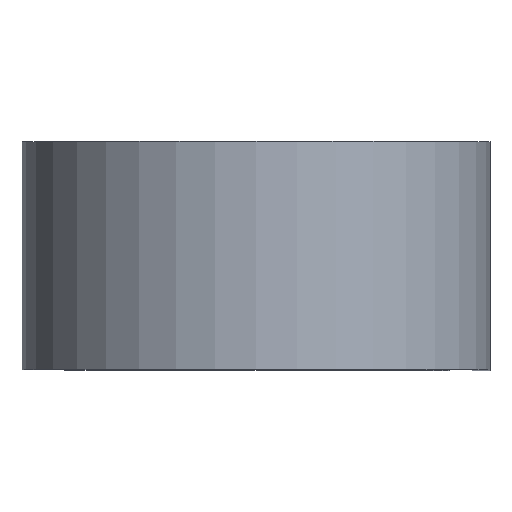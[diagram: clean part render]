
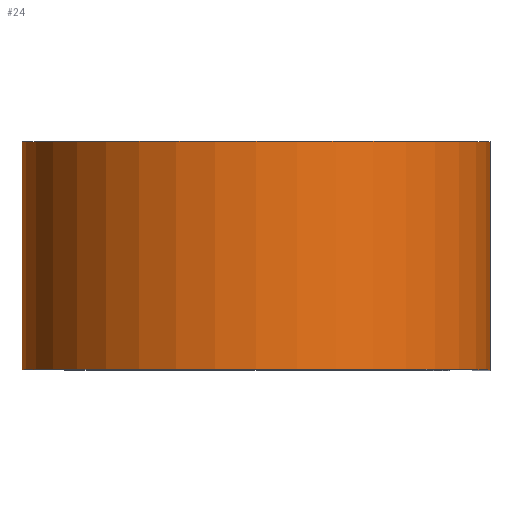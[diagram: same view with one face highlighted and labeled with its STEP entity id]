
A CAD part, top view. The second image highlights one B-rep face of the part: STEP entity #24.
In plain terms, the highlighted cylindrical face has radius 16.294 mm (diameter 32.588 mm), a partial arc.
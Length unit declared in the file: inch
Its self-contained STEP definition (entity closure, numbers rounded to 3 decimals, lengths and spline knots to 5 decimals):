
#5 = VERTEX_POINT ( 'NONE', #530 ) ;
#7 = CIRCLE ( 'NONE', #481, 0.6415 ) ;
#24 = ADVANCED_FACE ( 'NONE', ( #691 ), #434, .T. ) ;
#53 = DIRECTION ( 'NONE',  ( 0., -1., 0. ) ) ;
#129 = CARTESIAN_POINT ( 'NONE',  ( 0., 0.3125, 0. ) ) ;
#147 = DIRECTION ( 'NONE',  ( 0., 1., 0. ) ) ;
#172 = EDGE_CURVE ( 'NONE', #387, #231, #553, .T. ) ;
#187 = DIRECTION ( 'NONE',  ( 0., -1., 0. ) ) ;
#224 = VERTEX_POINT ( 'NONE', #655 ) ;
#231 = VERTEX_POINT ( 'NONE', #379 ) ;
#254 = EDGE_CURVE ( 'NONE', #224, #5, #632, .T. ) ;
#275 = ORIENTED_EDGE ( 'NONE', *, *, #254, .T. ) ;
#299 = ORIENTED_EDGE ( 'NONE', *, *, #665, .F. ) ;
#301 = CARTESIAN_POINT ( 'NONE',  ( 0., 0.3125, 0. ) ) ;
#311 = CIRCLE ( 'NONE', #385, 0.6415 ) ;
#315 = CARTESIAN_POINT ( 'NONE',  ( 0., 0.3125, -0.6415 ) ) ;
#326 = CARTESIAN_POINT ( 'NONE',  ( 0.6415, 0.3125, 0. ) ) ;
#327 = ORIENTED_EDGE ( 'NONE', *, *, #634, .T. ) ;
#373 = DIRECTION ( 'NONE',  ( 0., 0., -1. ) ) ;
#379 = CARTESIAN_POINT ( 'NONE',  ( 0.6415, -0.3125, 0. ) ) ;
#385 = AXIS2_PLACEMENT_3D ( 'NONE', #704, #147, #686 ) ;
#387 = VERTEX_POINT ( 'NONE', #513 ) ;
#401 = VECTOR ( 'NONE', #187, 39.37008 ) ;
#410 = EDGE_LOOP ( 'NONE', ( #327, #533, #299, #275 ) ) ;
#434 = CYLINDRICAL_SURFACE ( 'NONE', #566, 0.6415 ) ;
#481 = AXIS2_PLACEMENT_3D ( 'NONE', #129, #645, #648 ) ;
#513 = CARTESIAN_POINT ( 'NONE',  ( 0.6415, 0.3125, 0. ) ) ;
#530 = CARTESIAN_POINT ( 'NONE',  ( 0., -0.3125, -0.6415 ) ) ;
#533 = ORIENTED_EDGE ( 'NONE', *, *, #172, .F. ) ;
#553 = LINE ( 'NONE', #326, #601 ) ;
#566 = AXIS2_PLACEMENT_3D ( 'NONE', #301, #610, #373 ) ;
#601 = VECTOR ( 'NONE', #53, 39.37008 ) ;
#610 = DIRECTION ( 'NONE',  ( 0., -1., 0. ) ) ;
#632 = LINE ( 'NONE', #315, #401 ) ;
#634 = EDGE_CURVE ( 'NONE', #5, #231, #311, .T. ) ;
#645 = DIRECTION ( 'NONE',  ( 0., 1., 0. ) ) ;
#648 = DIRECTION ( 'NONE',  ( 1., 0., 0. ) ) ;
#655 = CARTESIAN_POINT ( 'NONE',  ( 0., 0.3125, -0.6415 ) ) ;
#665 = EDGE_CURVE ( 'NONE', #224, #387, #7, .T. ) ;
#686 = DIRECTION ( 'NONE',  ( 1., 0., 0. ) ) ;
#691 = FACE_OUTER_BOUND ( 'NONE', #410, .T. ) ;
#704 = CARTESIAN_POINT ( 'NONE',  ( 0., -0.3125, 0. ) ) ;
